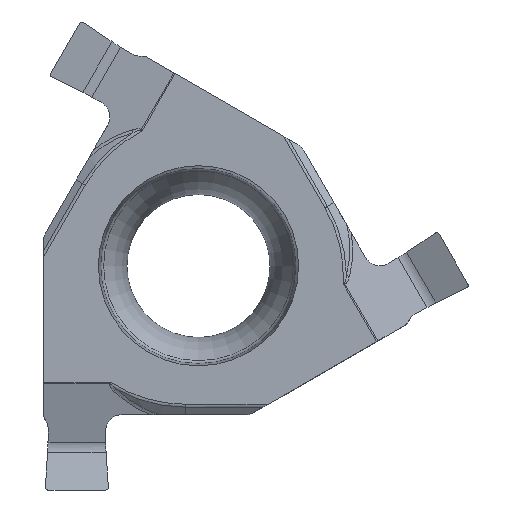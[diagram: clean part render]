
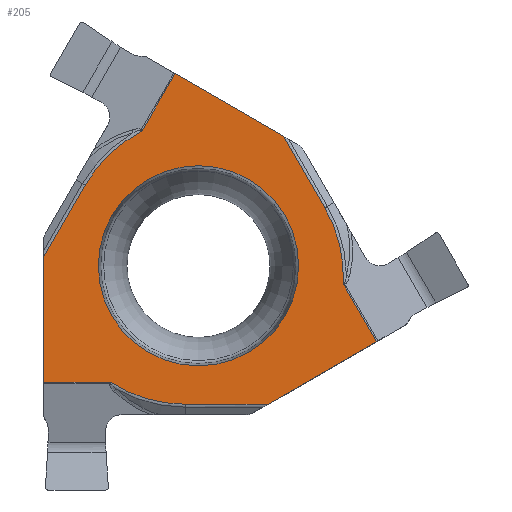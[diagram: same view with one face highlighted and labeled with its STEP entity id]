
A CAD part, top view. The second image highlights one B-rep face of the part: STEP entity #205.
In plain terms, the highlighted planar face has unit normal (0, 0, 1).
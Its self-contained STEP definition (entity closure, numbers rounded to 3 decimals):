
#61=FACE_BOUND('',#431,.T.);
#62=FACE_BOUND('',#432,.T.);
#153=CIRCLE('',#1795,3.08);
#154=CIRCLE('',#1798,4.261);
#155=CIRCLE('',#1799,4.261);
#156=CIRCLE('',#1800,4.261);
#205=ADVANCED_FACE('',(#61,#62),#287,.F.);
#287=PLANE('',#1801);
#431=EDGE_LOOP('',(#609,#610,#611,#612,#613,#614,#615,#616,#617,#618,#619,
#620));
#432=EDGE_LOOP('',(#621));
#609=ORIENTED_EDGE('',*,*,#1234,.T.);
#610=ORIENTED_EDGE('',*,*,#1235,.T.);
#611=ORIENTED_EDGE('',*,*,#1236,.T.);
#612=ORIENTED_EDGE('',*,*,#1237,.T.);
#613=ORIENTED_EDGE('',*,*,#1238,.T.);
#614=ORIENTED_EDGE('',*,*,#1239,.F.);
#615=ORIENTED_EDGE('',*,*,#1240,.F.);
#616=ORIENTED_EDGE('',*,*,#1176,.F.);
#617=ORIENTED_EDGE('',*,*,#1241,.F.);
#618=ORIENTED_EDGE('',*,*,#1242,.T.);
#619=ORIENTED_EDGE('',*,*,#1243,.T.);
#620=ORIENTED_EDGE('',*,*,#1188,.T.);
#621=ORIENTED_EDGE('',*,*,#1233,.T.);
#1016=VERTEX_POINT('',#2757);
#1017=VERTEX_POINT('',#2759);
#1027=VERTEX_POINT('',#2782);
#1028=VERTEX_POINT('',#2784);
#1056=VERTEX_POINT('',#2880);
#1057=VERTEX_POINT('',#2884);
#1058=VERTEX_POINT('',#2886);
#1059=VERTEX_POINT('',#2888);
#1060=VERTEX_POINT('',#2890);
#1061=VERTEX_POINT('',#2892);
#1062=VERTEX_POINT('',#2894);
#1063=VERTEX_POINT('',#2897);
#1064=VERTEX_POINT('',#2899);
#1176=EDGE_CURVE('',#1016,#1017,#1419,.T.);
#1188=EDGE_CURVE('',#1028,#1027,#1429,.T.);
#1233=EDGE_CURVE('',#1056,#1056,#153,.T.);
#1234=EDGE_CURVE('',#1027,#1057,#1454,.T.);
#1235=EDGE_CURVE('',#1057,#1058,#154,.T.);
#1236=EDGE_CURVE('',#1058,#1059,#1455,.T.);
#1237=EDGE_CURVE('',#1059,#1060,#1456,.T.);
#1238=EDGE_CURVE('',#1060,#1061,#1457,.T.);
#1239=EDGE_CURVE('',#1062,#1061,#155,.T.);
#1240=EDGE_CURVE('',#1017,#1062,#1458,.T.);
#1241=EDGE_CURVE('',#1063,#1016,#1459,.T.);
#1242=EDGE_CURVE('',#1063,#1064,#156,.T.);
#1243=EDGE_CURVE('',#1064,#1028,#1460,.T.);
#1419=LINE('',#2758,#1562);
#1429=LINE('',#2783,#1572);
#1454=LINE('',#2883,#1597);
#1455=LINE('',#2887,#1598);
#1456=LINE('',#2889,#1599);
#1457=LINE('',#2891,#1600);
#1458=LINE('',#2895,#1601);
#1459=LINE('',#2896,#1602);
#1460=LINE('',#2900,#1603);
#1562=VECTOR('',#1942,1.);
#1572=VECTOR('',#1960,1.);
#1597=VECTOR('',#2061,1.);
#1598=VECTOR('',#2064,1.);
#1599=VECTOR('',#2065,1.);
#1600=VECTOR('',#2066,1.);
#1601=VECTOR('',#2069,1.);
#1602=VECTOR('',#2070,1.);
#1603=VECTOR('',#2073,1.);
#1795=AXIS2_PLACEMENT_3D('',#2879,#2055,#2056);
#1798=AXIS2_PLACEMENT_3D('',#2885,#2062,#2063);
#1799=AXIS2_PLACEMENT_3D('',#2893,#2067,#2068);
#1800=AXIS2_PLACEMENT_3D('',#2898,#2071,#2072);
#1801=AXIS2_PLACEMENT_3D('',#2901,#2074,#2075);
#1942=DIRECTION('',(-0.866,-0.5,0.));
#1960=DIRECTION('',(-0.866,0.5,0.));
#2055=DIRECTION('',(0.,0.,-1.));
#2056=DIRECTION('',(-1.,0.,0.));
#2061=DIRECTION('',(-0.5,-0.866,0.));
#2062=DIRECTION('',(0.,0.,1.));
#2063=DIRECTION('',(-0.866,0.5,0.));
#2064=DIRECTION('',(-0.5,-0.866,0.));
#2065=DIRECTION('',(0.,-1.,0.));
#2066=DIRECTION('',(1.,0.,0.));
#2067=DIRECTION('',(0.,0.,-1.));
#2068=DIRECTION('',(0.,-1.,0.));
#2069=DIRECTION('',(-1.,0.,0.));
#2070=DIRECTION('',(0.5,-0.866,0.));
#2071=DIRECTION('',(0.,0.,1.));
#2072=DIRECTION('',(0.866,0.5,0.));
#2073=DIRECTION('',(-0.5,0.866,0.));
#2074=DIRECTION('',(0.,0.,-1.));
#2075=DIRECTION('',(0.866,0.5,0.));
#2757=CARTESIAN_POINT('',(5.481,-2.335,0.1));
#2758=CARTESIAN_POINT('',(2.381,-4.124,0.1));
#2759=CARTESIAN_POINT('',(2.145,-4.261,0.1));
#2782=CARTESIAN_POINT('',(-0.718,5.914,0.1));
#2783=CARTESIAN_POINT('',(2.381,4.124,0.1));
#2784=CARTESIAN_POINT('',(2.618,3.988,0.1));
#2879=CARTESIAN_POINT('',(0.,0.,0.1));
#2880=CARTESIAN_POINT('',(-3.08,0.,0.1));
#2883=CARTESIAN_POINT('',(-0.851,5.684,0.1));
#2884=CARTESIAN_POINT('',(-1.743,4.138,0.1));
#2885=CARTESIAN_POINT('',(0.2,0.346,0.1));
#2886=CARTESIAN_POINT('',(-3.49,2.477,0.1));
#2887=CARTESIAN_POINT('',(5.06,17.286,0.1));
#2888=CARTESIAN_POINT('',(-4.763,0.273,0.1));
#2889=CARTESIAN_POINT('',(-4.763,0.,0.1));
#2890=CARTESIAN_POINT('',(-4.763,-3.579,0.1));
#2891=CARTESIAN_POINT('',(-4.497,-3.579,0.1));
#2892=CARTESIAN_POINT('',(-2.712,-3.579,0.1));
#2893=CARTESIAN_POINT('',(-0.4,0.,0.1));
#2894=CARTESIAN_POINT('',(-0.4,-4.261,0.1));
#2895=CARTESIAN_POINT('',(-17.5,-4.261,0.1));
#2896=CARTESIAN_POINT('',(4.487,-0.613,0.1));
#2897=CARTESIAN_POINT('',(4.456,-0.559,0.1));
#2898=CARTESIAN_POINT('',(0.2,-0.346,0.1));
#2899=CARTESIAN_POINT('',(3.89,1.784,0.1));
#2900=CARTESIAN_POINT('',(12.44,-13.025,0.1));
#2901=CARTESIAN_POINT('',(8.75,-15.155,0.1));
